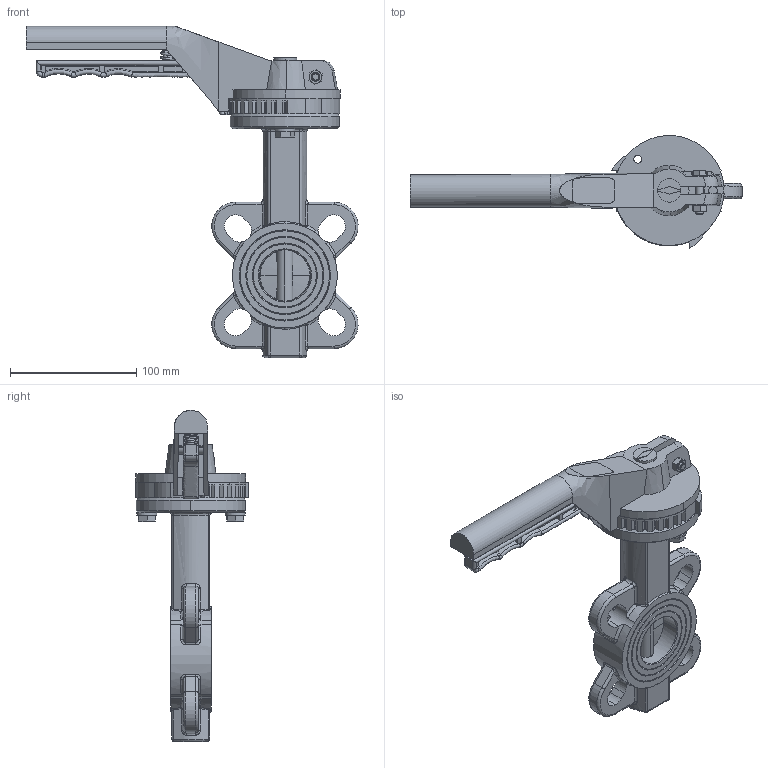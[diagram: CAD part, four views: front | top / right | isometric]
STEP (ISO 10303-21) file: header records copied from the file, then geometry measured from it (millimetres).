
FILE_DESCRIPTION(('HOOPS Exchange Step'),'2;1');
FILE_NAME('AK0813_DN40.stp','2025-08-13T13:10:36+02:00',('nieru'),('Unknown organisation'),'HOOPS Exchange 2024.2','HOOPS Exchange','Unknown authorisation');
FILE_SCHEMA( ('AP203_CONFIGURATION_CONTROLLED_3D_DESIGN_OF_MECHANICAL_PARTS_AND_ASSEMBLIES_MIM_LF') );
Length unit declared in the file: millimetre
Products named in the file (2): 0; root
Assembly tree (1 placements, depth 2):
  root
    0
Bounding box: 262.62 x 89.21 x 262 mm (x, y, z)
Volume: 503674.5 mm3; surface area: 151162.9 mm2
Topology: 13 solids, 13 shells, 1369 faces, 3653 edges, 2311 vertices
Faces by surface type: cylinder 575, plane 410, torus 157, cone 119, bspline 97, sphere 11
Full cylindrical faces by diameter (mm): 6 x2, 8.4 x2, 10 x1, 16 x2
Entity records: 146678 total; most frequent: CARTESIAN_POINT 115241, ORIENTED_EDGE 7270, DIRECTION 5551, EDGE_CURVE 3635, VERTEX_POINT 2311, AXIS2_PLACEMENT_3D 2073, EDGE_LOOP 1470, FACE_BOUND 1470
